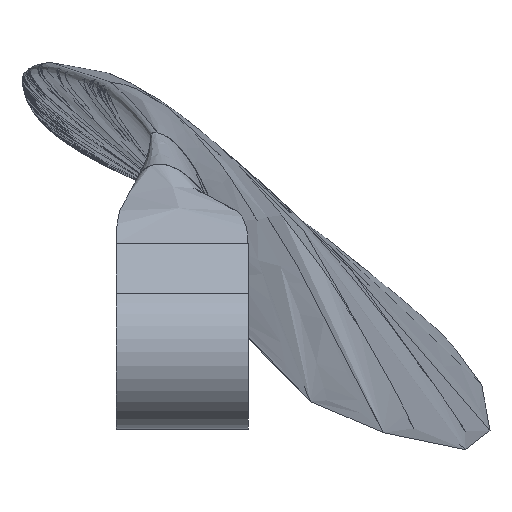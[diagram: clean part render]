
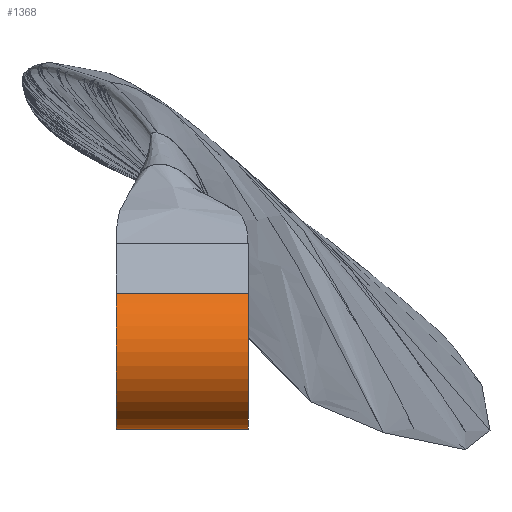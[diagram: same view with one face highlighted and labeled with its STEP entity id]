
A CAD part, front view. The second image highlights one B-rep face of the part: STEP entity #1368.
In plain terms, the highlighted cylindrical face has radius 3.5 mm (diameter 7 mm), a partial arc.
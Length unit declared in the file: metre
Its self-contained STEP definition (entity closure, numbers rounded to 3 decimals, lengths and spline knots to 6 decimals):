
#107=LINE('',#6859,#125);
#108=LINE('',#6860,#126);
#117=CIRCLE('',#9252,0.0035);
#118=CIRCLE('',#9254,0.0035);
#120=CYLINDRICAL_SURFACE('',#9253,0.0035);
#125=VECTOR('',#1505,1.);
#126=VECTOR('',#1506,1.);
#365=VERTEX_POINT('',#6848);
#366=VERTEX_POINT('',#6849);
#369=VERTEX_POINT('',#6857);
#370=VERTEX_POINT('',#6858);
#744=EDGE_CURVE('',#365,#366,#117,.T.);
#748=EDGE_CURVE('',#369,#370,#118,.T.);
#749=EDGE_CURVE('',#370,#365,#107,.T.);
#750=EDGE_CURVE('',#366,#369,#108,.T.);
#1027=ORIENTED_EDGE('',*,*,#748,.T.);
#1028=ORIENTED_EDGE('',*,*,#749,.T.);
#1029=ORIENTED_EDGE('',*,*,#744,.T.);
#1030=ORIENTED_EDGE('',*,*,#750,.T.);
#1295=EDGE_LOOP('',(#1027,#1028,#1029,#1030));
#1333=FACE_BOUND('',#1295,.T.);
#1368=ADVANCED_FACE('',(#1333),#120,.T.);
#1496=DIRECTION('',(-1.,0.,0.));
#1497=DIRECTION('',(0.,0.,-0.003));
#1501=DIRECTION('',(-1.,0.,0.));
#1502=DIRECTION('',(0.,0.,-0.003));
#1503=DIRECTION('',(1.,0.,0.));
#1504=DIRECTION('',(0.,-0.003,0.));
#1505=DIRECTION('',(1.,0.,0.));
#1506=DIRECTION('',(-1.,0.,0.));
#6847=CARTESIAN_POINT('',(0.003221,0.013497,-0.007229));
#6848=CARTESIAN_POINT('',(0.003221,0.015747,-0.00991));
#6849=CARTESIAN_POINT('',(0.003221,0.011247,-0.004548));
#6855=CARTESIAN_POINT('',(-0.000586,0.013497,-0.007229));
#6856=CARTESIAN_POINT('',(-0.002779,0.013497,-0.007229));
#6857=CARTESIAN_POINT('',(-0.002779,0.011247,-0.004548));
#6858=CARTESIAN_POINT('',(-0.002779,0.015747,-0.00991));
#6859=CARTESIAN_POINT('',(-0.000586,0.015747,-0.00991));
#6860=CARTESIAN_POINT('',(0.001313,0.011247,-0.004548));
#9252=AXIS2_PLACEMENT_3D('',#6847,#1496,#1497);
#9253=AXIS2_PLACEMENT_3D('',#6855,#1501,#1502);
#9254=AXIS2_PLACEMENT_3D('',#6856,#1503,#1504);
